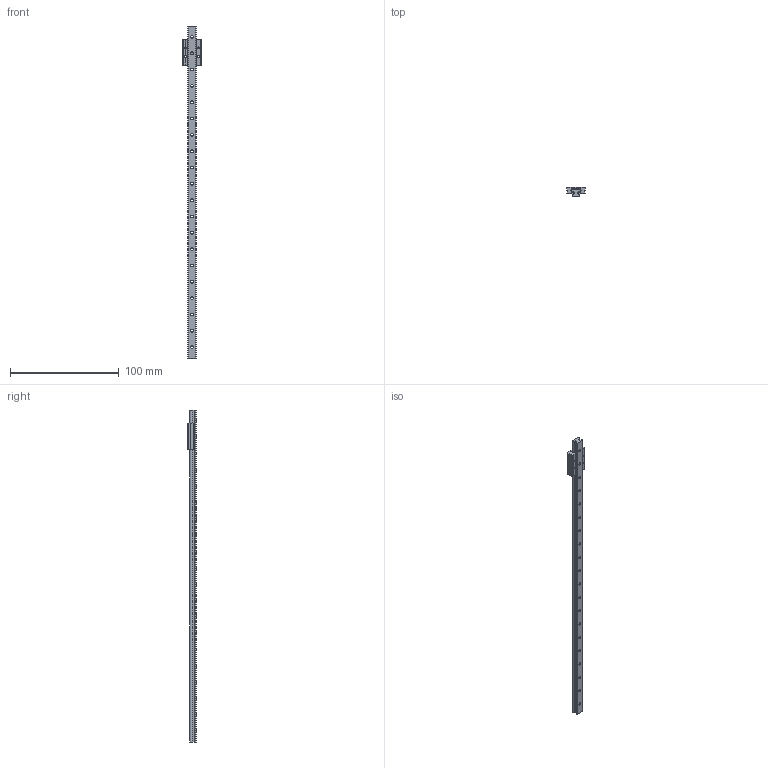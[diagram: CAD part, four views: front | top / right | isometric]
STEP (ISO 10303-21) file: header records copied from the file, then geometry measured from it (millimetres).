
FILE_DESCRIPTION (( 'STEP AP214' ), '1' );
FILE_NAME ('GST_4E280FD93F.step', '2021-08-23T12:55:22', ( '' ), ( '' ), 'SwSTEP 2.0', 'SolidWorks 2019', '' );
FILE_SCHEMA (( 'AUTOMOTIVE_DESIGN' ));
Length unit declared in the file: inch
Products named in the file (5): xxKcTcAueI_CADModel_1; xxKcTcAueI_CADModel_0; GST_4E280FD93F
Assembly tree (2 placements, depth 2):
  xxKcTcAueI_CADModel_1
  GST_4E280FD93F
    xxKcTcAueI_CADModel_1
    xxKcTcAueI_CADModel_0
  xxKcTcAueI_CADModel_0
Bounding box: 17 x 8 x 305 mm (x, y, z)
Volume: 11348.9 mm3; surface area: 13136 mm2
Topology: 4 solids, 4 shells, 244 faces, 714 edges, 476 vertices
Faces by surface type: plane 123, cylinder 121
Entity records: 11640 total; most frequent: CARTESIAN_POINT 1596, DIRECTION 1444, ORIENTED_EDGE 1428, EDGE_CURVE 714, AXIS2_PLACEMENT_3D 532, VERTEX_POINT 476, LINE 380, VECTOR 380
